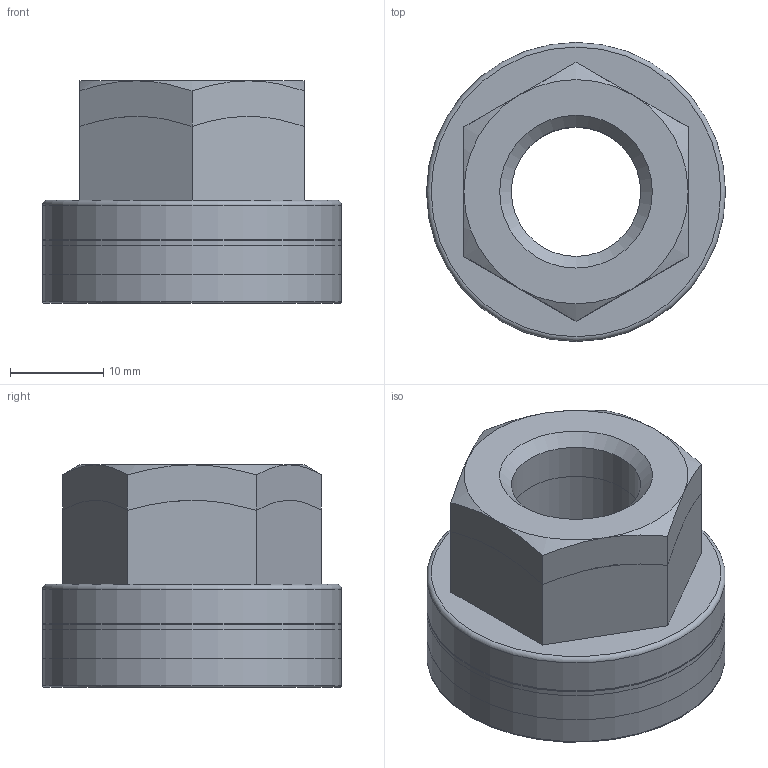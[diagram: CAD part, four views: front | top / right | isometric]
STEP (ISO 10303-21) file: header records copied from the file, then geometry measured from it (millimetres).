
FILE_DESCRIPTION( ( 'Unknown' ), '1' );
FILE_NAME( 'PT41-1624.stp', 'Unknown', ( 'Unknown' ), ( 'Unknown' ), 'XStep 1.0', 'Unknown', ' ' );
FILE_SCHEMA( ( 'CONFIG_CONTROL_DESIGN' ) );
Length unit declared in the file: millimetre
Products named in the file (3): Assem1; 1; 2
Bounding box: 32 x 32 x 23.8 mm (x, y, z)
Volume: 22012.9 mm3; surface area: 11068.7 mm2
Topology: 4 solids, 4 shells, 58 faces, 124 edges, 72 vertices
Faces by surface type: cone 20, plane 18, cylinder 8, torus 8, sphere 4
Full cylindrical faces by diameter (mm): 13.84 x2, 19 x2, 32 x4
Entity records: 876 total; most frequent: CARTESIAN_POINT 184, DIRECTION 120, ORIENTED_EDGE 92, AXIS2_PLACEMENT_3D 54, EDGE_LOOP 46, EDGE_CURVE 46, FACE_OUTER_BOUND 39, VERTEX_POINT 34
